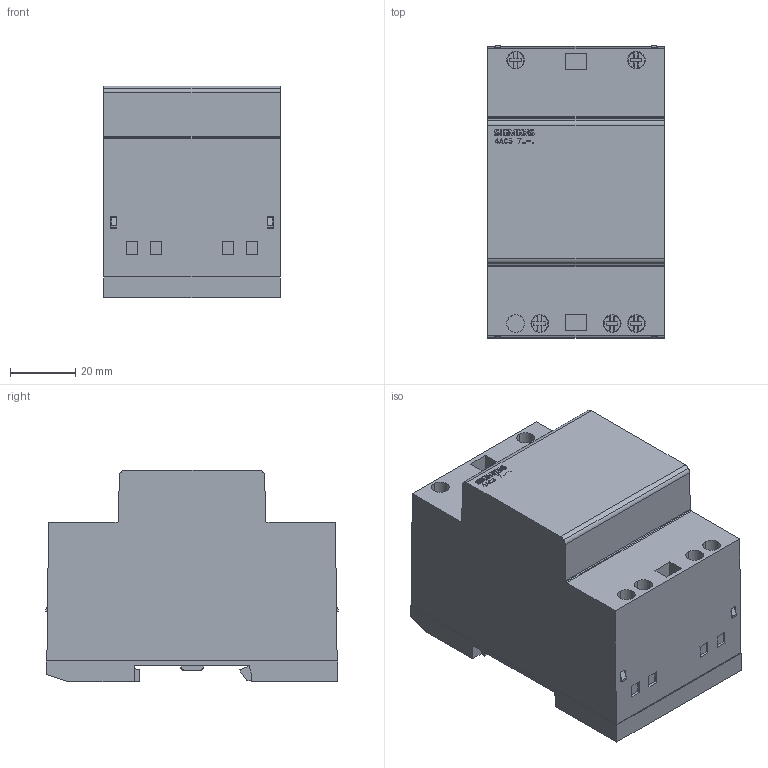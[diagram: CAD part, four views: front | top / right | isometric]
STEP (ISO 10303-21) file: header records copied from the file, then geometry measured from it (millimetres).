
FILE_DESCRIPTION(('STEP AP214'),'1');
FILE_NAME('cctmp_69C1BCD8-9F9E-4CDD-88FC-980ED6DD9310_2023_07_21_22_00_53_0067..stp','2023-07-21T20:00:54',('SIEMENS A&D'),('CADClick - www.CADClick.com'),'Spatial InterOp 3D postprocessed',' ','unknown authorization');
FILE_SCHEMA(('AUTOMOTIVE_DESIGN'));
Length unit declared in the file: millimetre
Products named in the file (1): 2023_07_21_22_00_53_0038
Bounding box: 54 x 89.8 x 64.9 mm (x, y, z)
Volume: 257805.1 mm3; surface area: 32742.5 mm2
Topology: 1 solids, 6 shells, 570 faces, 1540 edges, 1018 vertices
Faces by surface type: plane 422, cylinder 110, torus 28, cone 10
Entity records: 30285 total; most frequent: CARTESIAN_POINT 3712, STYLED_ITEM 3129, PRESENTATION_STYLE_ASSIGNMENT 3129, ORIENTED_EDGE 3080, DIRECTION 2946, EDGE_CURVE 1540, CURVE_STYLE 1540, DRAUGHTING_PRE_DEFINED_CURVE_FONT 1540
